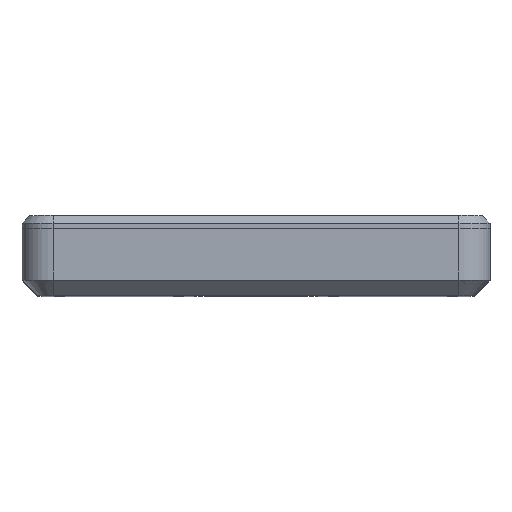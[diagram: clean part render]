
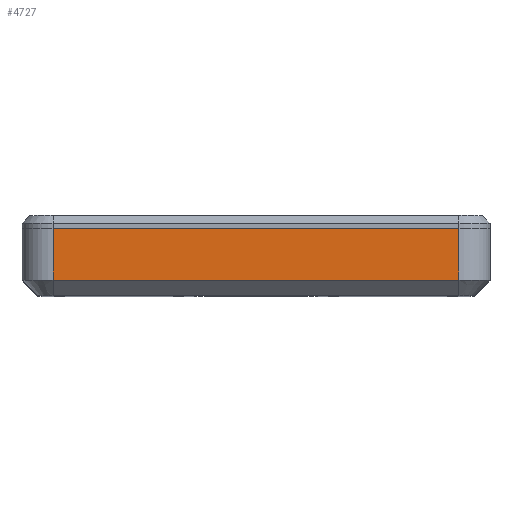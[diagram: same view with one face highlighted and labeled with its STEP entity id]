
A CAD part, top view. The second image highlights one B-rep face of the part: STEP entity #4727.
In plain terms, the highlighted planar face has unit normal (0, 0, 1).
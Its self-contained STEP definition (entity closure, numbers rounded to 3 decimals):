
#223=FACE_OUTER_BOUND('',#499,.T.);
#499=EDGE_LOOP('',(#3320,#3321,#3322,#3323));
#859=LINE('',#6840,#1475);
#881=LINE('',#6901,#1497);
#882=LINE('',#6905,#1498);
#883=LINE('',#6906,#1499);
#1475=VECTOR('',#5518,10.);
#1497=VECTOR('',#5580,10.);
#1498=VECTOR('',#5585,10.);
#1499=VECTOR('',#5586,10.);
#2056=VERTEX_POINT('',#6830);
#2058=VERTEX_POINT('',#6836);
#2078=VERTEX_POINT('',#6900);
#2079=VERTEX_POINT('',#6904);
#2522=EDGE_CURVE('',#2056,#2058,#859,.T.);
#2552=EDGE_CURVE('',#2058,#2078,#881,.T.);
#2554=EDGE_CURVE('',#2079,#2056,#882,.T.);
#2555=EDGE_CURVE('',#2078,#2079,#883,.T.);
#3320=ORIENTED_EDGE('',*,*,#2522,.F.);
#3321=ORIENTED_EDGE('',*,*,#2554,.F.);
#3322=ORIENTED_EDGE('',*,*,#2555,.F.);
#3323=ORIENTED_EDGE('',*,*,#2552,.F.);
#4492=PLANE('',#5034);
#4727=ADVANCED_FACE('',(#223),#4492,.T.);
#5034=AXIS2_PLACEMENT_3D('',#6903,#5583,#5584);
#5518=DIRECTION('',(-1.,0.,0.));
#5580=DIRECTION('',(0.,1.,0.));
#5583=DIRECTION('center_axis',(0.,0.,1.));
#5584=DIRECTION('ref_axis',(1.,0.,0.));
#5585=DIRECTION('',(0.,-1.,0.));
#5586=DIRECTION('',(1.,0.,0.));
#6830=CARTESIAN_POINT('',(39.25,3.,50.25));
#6836=CARTESIAN_POINT('',(-39.25,3.,50.25));
#6840=CARTESIAN_POINT('',(-22.625,3.,50.25));
#6900=CARTESIAN_POINT('',(-39.25,13.,50.25));
#6901=CARTESIAN_POINT('',(-39.25,0.,50.25));
#6903=CARTESIAN_POINT('Origin',(-45.25,0.,50.25));
#6904=CARTESIAN_POINT('',(39.25,13.,50.25));
#6905=CARTESIAN_POINT('',(39.25,0.,50.25));
#6906=CARTESIAN_POINT('',(45.25,13.,50.25));
